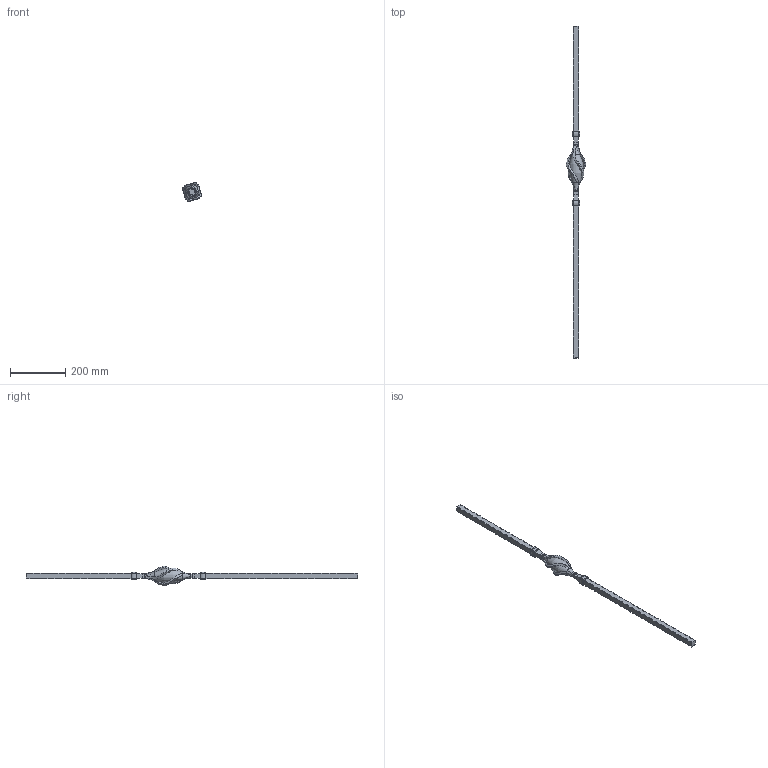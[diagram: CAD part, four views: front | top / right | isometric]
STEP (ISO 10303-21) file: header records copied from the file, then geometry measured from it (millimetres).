
FILE_DESCRIPTION (( 'STEP AP203' ), '1' );
FILE_NAME ('1009.STEP', '2023-05-10T14:41:38', ( '' ), ( '' ), 'SwSTEP 2.0', 'SolidWorks 2018', '' );
FILE_SCHEMA (( 'CONFIG_CONTROL_DESIGN' ));
Length unit declared in the file: millimetre
Products named in the file (1): 1009
Bounding box: 70 x 1200 x 70 mm (x, y, z)
Volume: 636704.8 mm3; surface area: 130824.5 mm2
Topology: 4 solids, 4 shells, 767 faces, 2099 edges, 1093 vertices
Faces by surface type: plane 255, torus 209, bspline 175, cylinder 128
Full cylindrical faces by diameter (mm): 16 x2
Entity records: 28861 total; most frequent: CARTESIAN_POINT 11842, ORIENTED_EDGE 3676, DIRECTION 3266, EDGE_CURVE 1838, AXIS2_PLACEMENT_3D 1161, VERTEX_POINT 1093, VECTOR 944, LINE 944
